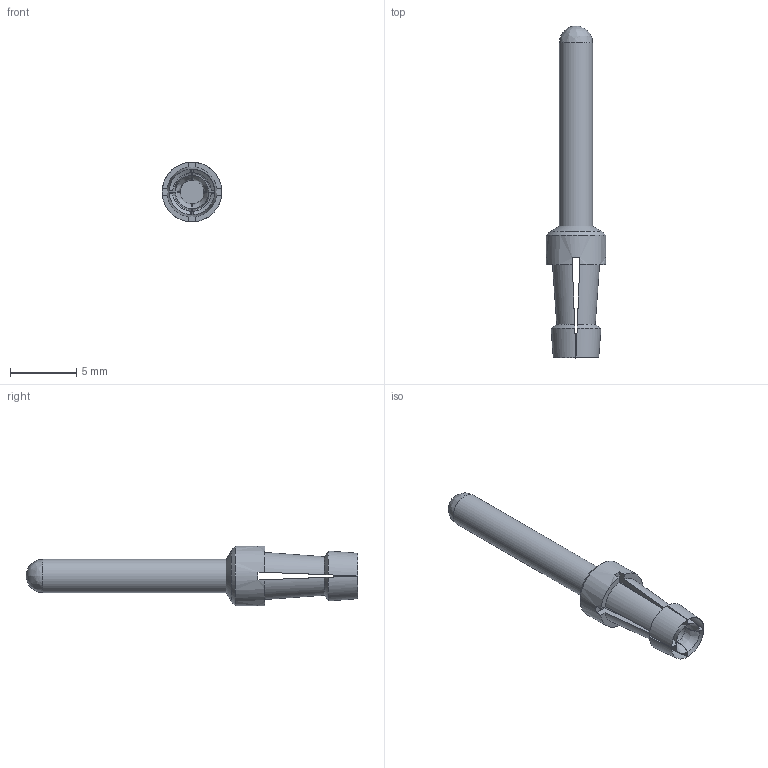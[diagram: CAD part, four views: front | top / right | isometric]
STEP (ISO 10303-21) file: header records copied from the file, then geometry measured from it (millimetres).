
FILE_DESCRIPTION(( 'HARTING HARTING HARTING HARTING HARTING HARTING HARTING HARTING HARTING', 'This Document is valid for Parts No. 09 33 000 6180'),'2;1');
FILE_NAME('MD_09330006180_R413214.stp', '2011-05-23T16:05:38',('ITIS-4b'),('HARTING KGaA, D-32339 Espelkamp'), 'I-DEAS Master Series 10','HP-UNIX','Yes');
FILE_SCHEMA(('AUTOMOTIVE_DESIGN { 1 0 10303 214 1 1 1 1 }'));
Length unit declared in the file: millimetre
Products named in the file (1): MD 09 33 000 6180
Bounding box: 4.5 x 25.05 x 4.5 mm (x, y, z)
Surface area: 329.7 mm2 (no closed solid volume)
Topology: 0 solids, 1 shells, 43 faces, 134 edges, 80 vertices
Faces by surface type: bspline 43
Entity records: 1719 total; most frequent: CARTESIAN_POINT 998, ORIENTED_EDGE 260, EDGE_CURVE 130, VERTEX_POINT 78, EDGE_LOOP 47, FACE_OUTER_BOUND 43, ADVANCED_FACE 43, QUASI_UNIFORM_CURVE 35
